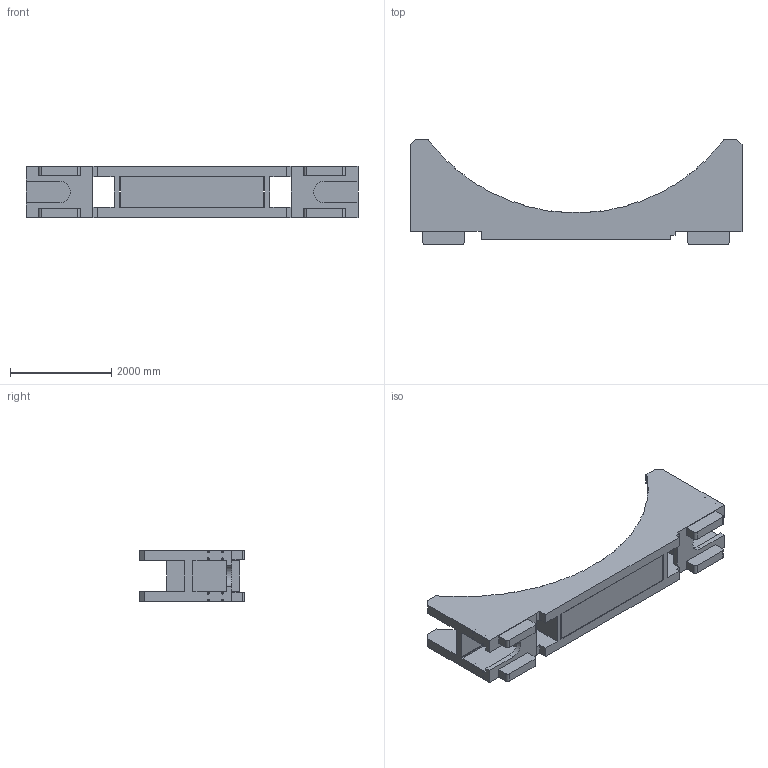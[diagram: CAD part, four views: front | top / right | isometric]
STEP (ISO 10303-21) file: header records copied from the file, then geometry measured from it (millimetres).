
FILE_DESCRIPTION(/* description */ (''),/* implementation_level */ '2;1');
FILE_NAME(/* name */ 'cradle.stp',/* time_stamp */ '2021-03-18T15:46:57-04:00',/* author */ ('rsharma'),/* organization */ (''),/* preprocessor_version */ 'ST-DEVELOPER v18.1',/* originating_system */ 'Autodesk Inventor 2021',/* authorisation */ '');
FILE_SCHEMA (('AUTOMOTIVE_DESIGN { 1 0 10303 214 3 1 1 }'));
Length unit declared in the file: inch
Products named in the file (1): cradle
Bounding box: 6553.2 x 2082.8 x 1016 mm (x, y, z)
Volume: 3442137663.3 mm3; surface area: 47098215.2 mm2
Topology: 1 solids, 1 shells, 287 faces, 840 edges, 570 vertices
Faces by surface type: plane 221, cylinder 66
Full cylindrical faces by diameter (mm): 38.1 x16
Entity records: 9586 total; most frequent: CARTESIAN_POINT 1698, ORIENTED_EDGE 1680, DIRECTION 1580, EDGE_CURVE 840, LINE 676, VECTOR 676, VERTEX_POINT 570, AXIS2_PLACEMENT_3D 452
